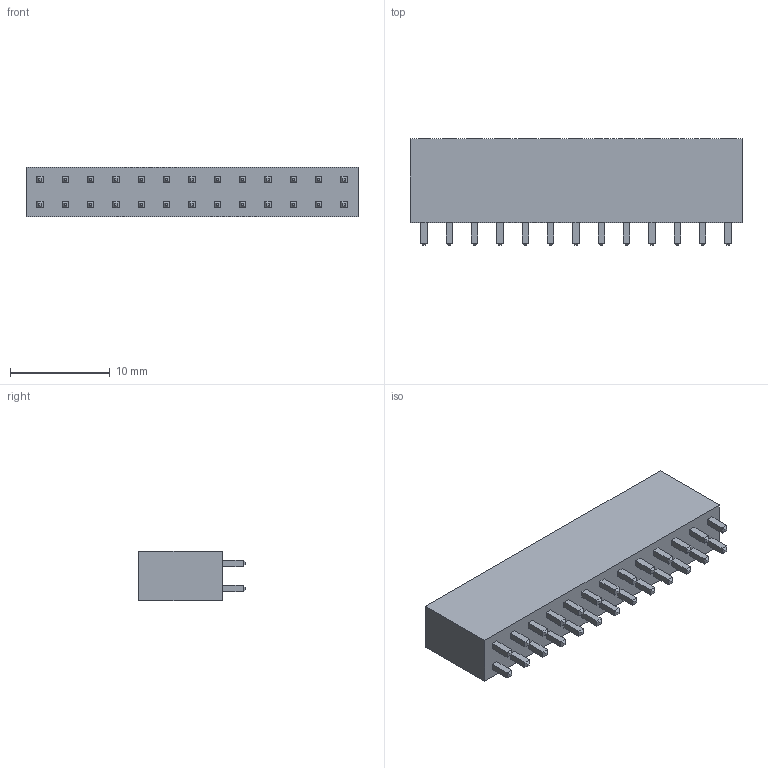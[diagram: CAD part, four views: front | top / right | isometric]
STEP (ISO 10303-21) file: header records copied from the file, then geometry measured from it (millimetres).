
FILE_DESCRIPTION (( 'STEP AP214' ), '1' );
FILE_NAME ('PBD_2.54_26.STEP', '2024-11-19T06:08:46', ( '' ), ( '' ), 'SwSTEP 2.0', 'SolidWorks 2024', '' );
FILE_SCHEMA (( 'AUTOMOTIVE_DESIGN' ));
Length unit declared in the file: millimetre
Products named in the file (1): PBD_2.54_26
Bounding box: 33.27 x 10.69 x 5 mm (x, y, z)
Volume: 1210.3 mm3; surface area: 1940.1 mm2
Topology: 1 solids, 1 shells, 474 faces, 1052 edges, 632 vertices
Faces by surface type: plane 474
Entity records: 15129 total; most frequent: CARTESIAN_POINT 2159, ORIENTED_EDGE 2104, DIRECTION 2002, LINE 1052, VECTOR 1052, EDGE_CURVE 1052, VERTEX_POINT 632, EDGE_LOOP 526
